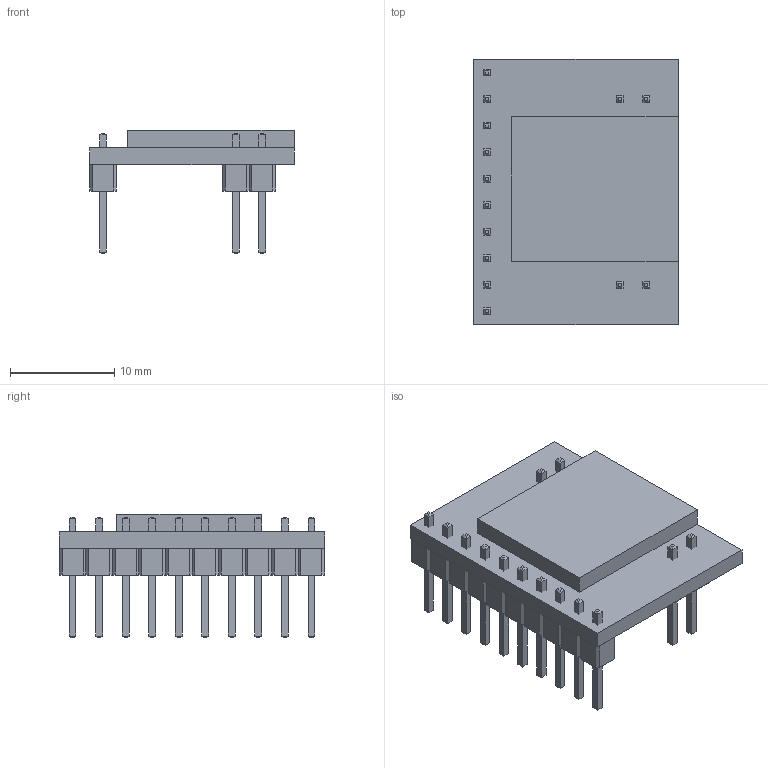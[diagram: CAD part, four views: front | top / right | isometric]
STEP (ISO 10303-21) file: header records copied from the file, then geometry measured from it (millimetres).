
FILE_DESCRIPTION(/* description */ (''),/* implementation_level */ '2;1');
FILE_NAME(/* name */ 'AE-MICRO-SD-DIP.stp',/* time_stamp */ '2020-06-13T21:52:15+09:00',/* author */ (''),/* organization */ (''),/* preprocessor_version */ 'ST-DEVELOPER v15.2',/* originating_system */ 'Autodesk Translator Framework v2.0.0.5431',/* authorisation */ '');
FILE_SCHEMA (('AUTOMOTIVE_DESIGN { 1 0 10303 214 3 1 1 }'));
Length unit declared in the file: centimetre
Products named in the file (1): AE-MICRO-SD-DIP
Bounding box: 19.56 x 25.4 x 11.82 mm (x, y, z)
Volume: 1442 mm3; surface area: 2398 mm2
Topology: 5 solids, 5 shells, 360 faces, 854 edges, 532 vertices
Faces by surface type: plane 360
Entity records: 10017 total; most frequent: CARTESIAN_POINT 1747, ORIENTED_EDGE 1708, DIRECTION 1576, LINE 854, VECTOR 854, EDGE_CURVE 854, VERTEX_POINT 532, EDGE_LOOP 388
